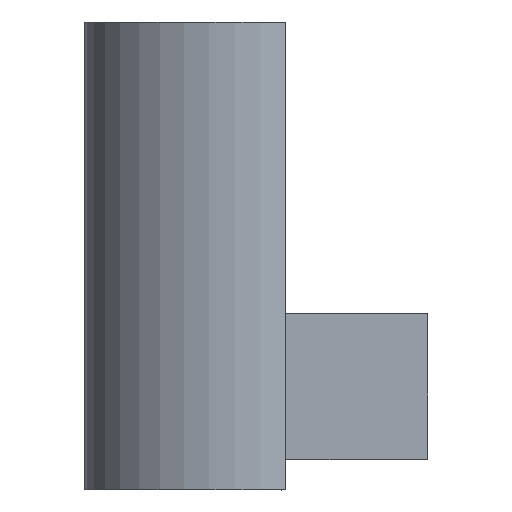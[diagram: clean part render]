
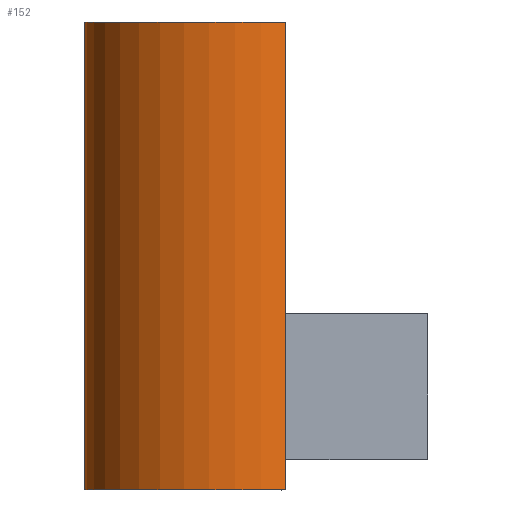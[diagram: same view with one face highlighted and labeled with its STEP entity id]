
A CAD part, top view. The second image highlights one B-rep face of the part: STEP entity #152.
In plain terms, the highlighted cylindrical face has radius 25 mm (diameter 50 mm), a partial arc.
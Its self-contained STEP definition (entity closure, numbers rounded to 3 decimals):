
#90=CYLINDRICAL_SURFACE('',#726,25.);
#114=CIRCLE('',#724,25.);
#115=CIRCLE('',#725,25.);
#152=ADVANCED_FACE('',(#222),#90,.T.);
#222=FACE_OUTER_BOUND('',#265,.T.);
#265=EDGE_LOOP('',(#402,#403,#404,#405));
#402=ORIENTED_EDGE('',*,*,#540,.T.);
#403=ORIENTED_EDGE('',*,*,#541,.T.);
#404=ORIENTED_EDGE('',*,*,#542,.F.);
#405=ORIENTED_EDGE('',*,*,#543,.F.);
#468=VERTEX_POINT('',#1043);
#469=VERTEX_POINT('',#1044);
#470=VERTEX_POINT('',#1046);
#471=VERTEX_POINT('',#1048);
#540=EDGE_CURVE('',#468,#469,#611,.T.);
#541=EDGE_CURVE('',#469,#470,#114,.T.);
#542=EDGE_CURVE('',#471,#470,#612,.T.);
#543=EDGE_CURVE('',#468,#471,#115,.T.);
#611=LINE('',#1042,#678);
#612=LINE('',#1047,#679);
#678=VECTOR('',#872,1.);
#679=VECTOR('',#875,1.);
#724=AXIS2_PLACEMENT_3D('',#1045,#873,#874);
#725=AXIS2_PLACEMENT_3D('',#1049,#876,#877);
#726=AXIS2_PLACEMENT_3D('',#1050,#878,#879);
#872=DIRECTION('',(0.,1.,0.));
#873=DIRECTION('',(0.,-1.,0.));
#874=DIRECTION('',(1.,0.,0.));
#875=DIRECTION('',(0.,1.,0.));
#876=DIRECTION('',(0.,-1.,0.));
#877=DIRECTION('',(1.,0.,0.));
#878=DIRECTION('',(0.,1.,0.));
#879=DIRECTION('',(0.,0.,1.));
#1042=CARTESIAN_POINT('',(28.862,23.,27.575));
#1043=CARTESIAN_POINT('',(28.862,23.,27.575));
#1044=CARTESIAN_POINT('',(28.862,100.,27.575));
#1045=CARTESIAN_POINT('',(20.686,100.,3.949));
#1046=CARTESIAN_POINT('',(-4.,100.,0.));
#1047=CARTESIAN_POINT('',(-4.,23.,0.));
#1048=CARTESIAN_POINT('',(-4.,23.,0.));
#1049=CARTESIAN_POINT('',(20.686,23.,3.949));
#1050=CARTESIAN_POINT('',(20.686,23.,3.949));
